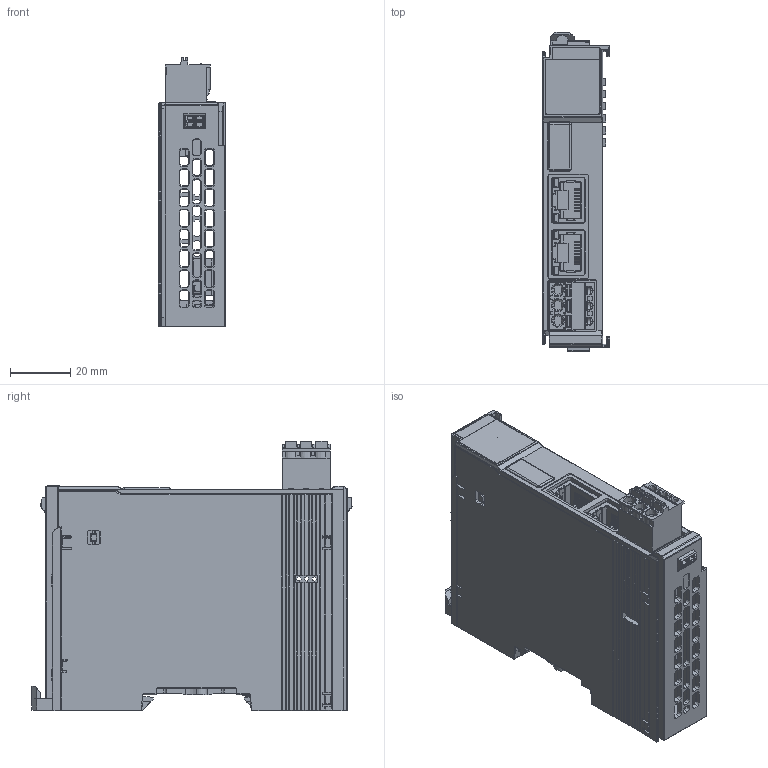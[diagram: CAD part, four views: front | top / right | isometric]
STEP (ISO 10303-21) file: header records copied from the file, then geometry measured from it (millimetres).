
FILE_DESCRIPTION( ('This file contains a STEP AP42 implementation' ,'as created by ZW3D STEP Interface translator.') ,'2;1' );
FILE_NAME( 'HCQX-EC01-0824-勤俋.stp' ,'23 824.1459 4', (''), ('ZWCAD Software Co.'), 'Version 1.0', 'ZW3D to STEP translator', '' );
FILE_SCHEMA(('AUTOMOTIVE_DESIGN { 1 0 10303 214 1 1 1 1 }'));
Length unit declared in the file: millimetre
Products named in the file (2): 0; HCQX-EC01-0824-勤俋
Bounding box: 22.25 x 106.05 x 89.4 mm (x, y, z)
Volume: 27876.2 mm3; surface area: 60280 mm2
Topology: 48 solids, 52 shells, 6608 faces, 18376 edges, 11905 vertices
Faces by surface type: plane 3787, cylinder 1257, bspline 1205, cone 259, sphere 100
Full cylindrical faces by diameter (mm): 1.4 x2
Entity records: 225029 total; most frequent: CARTESIAN_POINT 53749, ORIENTED_EDGE 36714, DIRECTION 30325, EDGE_CURVE 18373, VECTOR 14009, LINE 14009, VERTEX_POINT 11900, AXIS2_PLACEMENT_3D 8158
